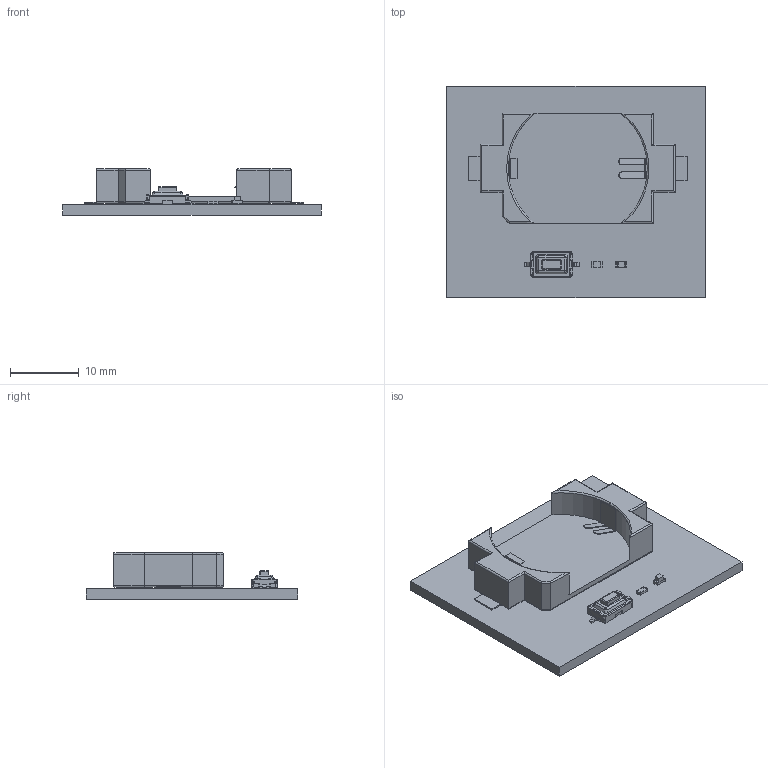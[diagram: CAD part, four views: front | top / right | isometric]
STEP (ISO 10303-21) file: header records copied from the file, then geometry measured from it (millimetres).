
FILE_DESCRIPTION(('KiCad electronic assembly'),'2;1');
FILE_NAME('PCB_1001_00.step','2025-03-26T13:43:00',('Pcbnew'),('Kicad'), 'Open CASCADE STEP processor 7.8','KiCad to STEP converter','Unknown' );
FILE_SCHEMA(('AUTOMOTIVE_DESIGN { 1 0 10303 214 1 1 1 1 }'));
Length unit declared in the file: millimetre
Products named in the file (10): PCB_1001_00 1; LED_0603_1608Metric; BatteryHolder_Keystone_1060_1x2032; Keystone_1060_1x2032; SW_Tactile_SPST_NO_Straight_CK_PTS636Sx25SMTRLFS; PTS636Sx25SMTRLFS; R_0603_1608Metric; _autosave-PCB_1001_00_PCB
Assembly tree (9 placements, depth 3):
  PCB_1001_00 1
    LED_0603_1608Metric
      LED_0603_1608Metric
    BatteryHolder_Keystone_1060_1x2032
      Keystone_1060_1x2032
    SW_Tactile_SPST_NO_Straight_CK_PTS636Sx25SMTRLFS
      PTS636Sx25SMTRLFS
    R_0603_1608Metric
      R_0603_1608Metric
    _autosave-PCB_1001_00_PCB
Bounding box: 37.59 x 30.73 x 6.83 mm (x, y, z)
Volume: 2735.2 mm3; surface area: 4069.5 mm2
Topology: 9 solids, 9 shells, 407 faces, 1032 edges, 641 vertices
Faces by surface type: plane 274, cylinder 110, bspline 12, sphere 8, torus 3
Entity records: 15257 total; most frequent: CARTESIAN_POINT 2438, ORIENTED_EDGE 2048, DIRECTION 2022, EDGE_CURVE 1024, LINE 788, VECTOR 788, VERTEX_POINT 641, AXIS2_PLACEMENT_3D 617
